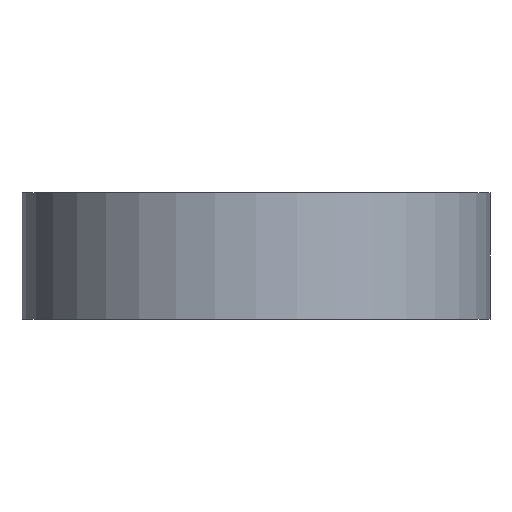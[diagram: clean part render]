
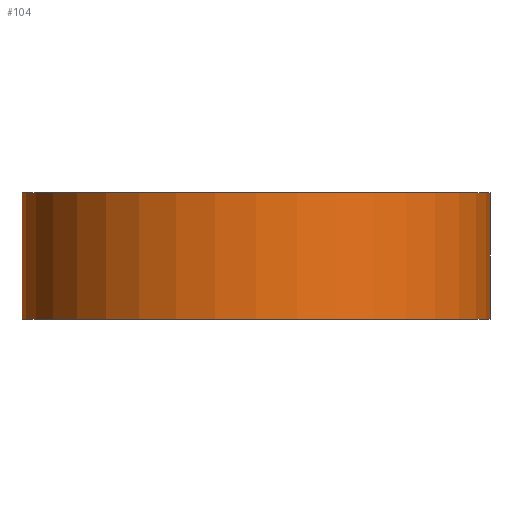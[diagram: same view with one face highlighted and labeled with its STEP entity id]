
A CAD part, front view. The second image highlights one B-rep face of the part: STEP entity #104.
In plain terms, the highlighted cylindrical face has radius 46.812 mm (diameter 93.624 mm), a partial arc.
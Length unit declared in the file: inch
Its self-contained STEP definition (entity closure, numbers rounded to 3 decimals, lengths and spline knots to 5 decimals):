
#1 = EDGE_CURVE ( 'NONE', #75, #276, #541, .T. ) ;
#5 = CIRCLE ( 'NONE', #522, 1.843 ) ;
#46 = CIRCLE ( 'NONE', #494, 1.843 ) ;
#54 = VECTOR ( 'NONE', #354, 39.37008 ) ;
#75 = VERTEX_POINT ( 'NONE', #403 ) ;
#98 = DIRECTION ( 'NONE',  ( 0., 0., 1. ) ) ;
#99 = DIRECTION ( 'NONE',  ( 0., 0., 1. ) ) ;
#104 = ADVANCED_FACE ( 'NONE', ( #141 ), #440, .T. ) ;
#105 = CARTESIAN_POINT ( 'NONE',  ( -1.843, 0., -1. ) ) ;
#117 = EDGE_CURVE ( 'NONE', #634, #430, #295, .T. ) ;
#141 = FACE_OUTER_BOUND ( 'NONE', #585, .T. ) ;
#169 = AXIS2_PLACEMENT_3D ( 'NONE', #198, #98, #397 ) ;
#186 = ORIENTED_EDGE ( 'NONE', *, *, #414, .T. ) ;
#198 = CARTESIAN_POINT ( 'NONE',  ( 0., 0., 0. ) ) ;
#258 = CARTESIAN_POINT ( 'NONE',  ( 0., 0., 0. ) ) ;
#276 = VERTEX_POINT ( 'NONE', #561 ) ;
#280 = DIRECTION ( 'NONE',  ( 1., 0., 0. ) ) ;
#295 = LINE ( 'NONE', #451, #54 ) ;
#317 = CARTESIAN_POINT ( 'NONE',  ( 0., 0., -1. ) ) ;
#321 = CARTESIAN_POINT ( 'NONE',  ( -1.843, 0., 0. ) ) ;
#337 = VECTOR ( 'NONE', #599, 39.37008 ) ;
#339 = EDGE_CURVE ( 'NONE', #430, #276, #46, .T. ) ;
#354 = DIRECTION ( 'NONE',  ( 0., 0., 1. ) ) ;
#397 = DIRECTION ( 'NONE',  ( 1., 0., 0. ) ) ;
#403 = CARTESIAN_POINT ( 'NONE',  ( 1.843, 0., -1. ) ) ;
#414 = EDGE_CURVE ( 'NONE', #634, #75, #5, .T. ) ;
#430 = VERTEX_POINT ( 'NONE', #321 ) ;
#440 = CYLINDRICAL_SURFACE ( 'NONE', #169, 1.843 ) ;
#450 = DIRECTION ( 'NONE',  ( 1., 0., 0. ) ) ;
#451 = CARTESIAN_POINT ( 'NONE',  ( -1.843, 0., 0. ) ) ;
#473 = ORIENTED_EDGE ( 'NONE', *, *, #1, .T. ) ;
#489 = ORIENTED_EDGE ( 'NONE', *, *, #117, .F. ) ;
#494 = AXIS2_PLACEMENT_3D ( 'NONE', #258, #99, #450 ) ;
#514 = DIRECTION ( 'NONE',  ( 0., 0., 1. ) ) ;
#522 = AXIS2_PLACEMENT_3D ( 'NONE', #317, #514, #280 ) ;
#537 = CARTESIAN_POINT ( 'NONE',  ( 1.843, 0., 0. ) ) ;
#541 = LINE ( 'NONE', #537, #337 ) ;
#561 = CARTESIAN_POINT ( 'NONE',  ( 1.843, 0., 0. ) ) ;
#585 = EDGE_LOOP ( 'NONE', ( #489, #186, #473, #626 ) ) ;
#599 = DIRECTION ( 'NONE',  ( 0., 0., 1. ) ) ;
#626 = ORIENTED_EDGE ( 'NONE', *, *, #339, .F. ) ;
#634 = VERTEX_POINT ( 'NONE', #105 ) ;
